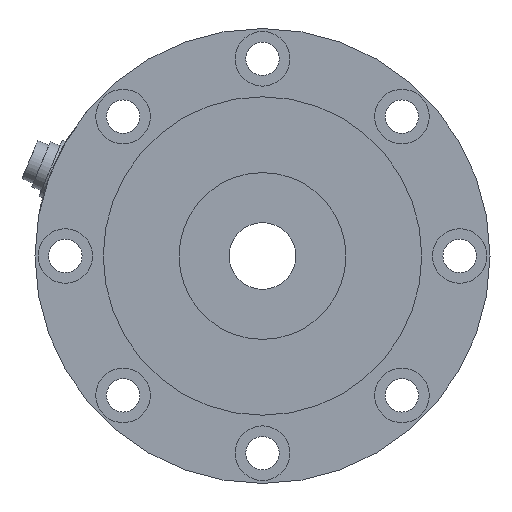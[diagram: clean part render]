
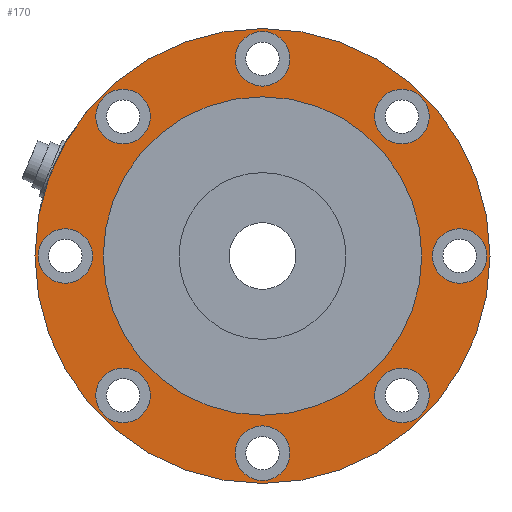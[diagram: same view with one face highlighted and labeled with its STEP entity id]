
A CAD part, front view. The second image highlights one B-rep face of the part: STEP entity #170.
In plain terms, the highlighted planar face has unit normal (0, -1, 0).
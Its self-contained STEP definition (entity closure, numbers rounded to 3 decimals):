
#170 = ADVANCED_FACE( '', ( #379, #380, #381, #382, #383, #384, #385, #386, #387, #388 ), #389, .T. );
#379 = FACE_OUTER_BOUND( '', #661, .T. );
#380 = FACE_BOUND( '', #662, .T. );
#381 = FACE_BOUND( '', #663, .T. );
#382 = FACE_BOUND( '', #664, .T. );
#383 = FACE_BOUND( '', #665, .T. );
#384 = FACE_BOUND( '', #666, .T. );
#385 = FACE_BOUND( '', #667, .T. );
#386 = FACE_BOUND( '', #668, .T. );
#387 = FACE_BOUND( '', #669, .T. );
#388 = FACE_BOUND( '', #670, .T. );
#389 = PLANE( '', #671 );
#661 = EDGE_LOOP( '', ( #971 ) );
#662 = EDGE_LOOP( '', ( #972 ) );
#663 = EDGE_LOOP( '', ( #973 ) );
#664 = EDGE_LOOP( '', ( #974 ) );
#665 = EDGE_LOOP( '', ( #975 ) );
#666 = EDGE_LOOP( '', ( #976 ) );
#667 = EDGE_LOOP( '', ( #977 ) );
#668 = EDGE_LOOP( '', ( #978 ) );
#669 = EDGE_LOOP( '', ( #979 ) );
#670 = EDGE_LOOP( '', ( #980 ) );
#671 = AXIS2_PLACEMENT_3D( '', #981, #982, #983 );
#971 = ORIENTED_EDGE( '', *, *, #1308, .T. );
#972 = ORIENTED_EDGE( '', *, *, #1272, .F. );
#973 = ORIENTED_EDGE( '', *, *, #1309, .F. );
#974 = ORIENTED_EDGE( '', *, *, #1310, .F. );
#975 = ORIENTED_EDGE( '', *, *, #1311, .F. );
#976 = ORIENTED_EDGE( '', *, *, #1277, .F. );
#977 = ORIENTED_EDGE( '', *, *, #1312, .F. );
#978 = ORIENTED_EDGE( '', *, *, #1313, .F. );
#979 = ORIENTED_EDGE( '', *, *, #1314, .F. );
#980 = ORIENTED_EDGE( '', *, *, #1315, .T. );
#981 = CARTESIAN_POINT( '', ( 0., 0., 0. ) );
#982 = DIRECTION( '', ( 0., -1., 0. ) );
#983 = DIRECTION( '', ( 0., 0., -1. ) );
#1272 = EDGE_CURVE( '', #1424, #1424, #1425, .T. );
#1277 = EDGE_CURVE( '', #1432, #1432, #1433, .T. );
#1308 = EDGE_CURVE( '', #1483, #1483, #1484, .T. );
#1309 = EDGE_CURVE( '', #1485, #1485, #1486, .T. );
#1310 = EDGE_CURVE( '', #1487, #1487, #1488, .T. );
#1311 = EDGE_CURVE( '', #1489, #1489, #1490, .T. );
#1312 = EDGE_CURVE( '', #1491, #1491, #1492, .T. );
#1313 = EDGE_CURVE( '', #1493, #1493, #1494, .T. );
#1314 = EDGE_CURVE( '', #1495, #1495, #1496, .T. );
#1315 = EDGE_CURVE( '', #1497, #1497, #1498, .T. );
#1424 = VERTEX_POINT( '', #1728 );
#1425 = CIRCLE( '', #1729, 9. );
#1432 = VERTEX_POINT( '', #1736 );
#1433 = CIRCLE( '', #1737, 9. );
#1483 = VERTEX_POINT( '', #1787 );
#1484 = CIRCLE( '', #1788, 75. );
#1485 = VERTEX_POINT( '', #1789 );
#1486 = CIRCLE( '', #1790, 9. );
#1487 = VERTEX_POINT( '', #1791 );
#1488 = CIRCLE( '', #1792, 9. );
#1489 = VERTEX_POINT( '', #1793 );
#1490 = CIRCLE( '', #1794, 9. );
#1491 = VERTEX_POINT( '', #1795 );
#1492 = CIRCLE( '', #1796, 9. );
#1493 = VERTEX_POINT( '', #1797 );
#1494 = CIRCLE( '', #1798, 9. );
#1495 = VERTEX_POINT( '', #1799 );
#1496 = CIRCLE( '', #1800, 9. );
#1497 = VERTEX_POINT( '', #1801 );
#1498 = CIRCLE( '', #1802, 52.5 );
#1728 = CARTESIAN_POINT( '', ( -54.962, 0., 45.962 ) );
#1729 = AXIS2_PLACEMENT_3D( '', #1943, #1944, #1945 );
#1736 = CARTESIAN_POINT( '', ( 54.962, 0., -45.962 ) );
#1737 = AXIS2_PLACEMENT_3D( '', #1952, #1953, #1954 );
#1787 = CARTESIAN_POINT( '', ( 75., 0., 0. ) );
#1788 = AXIS2_PLACEMENT_3D( '', #2012, #2013, #2014 );
#1789 = CARTESIAN_POINT( '', ( -9., 0., 65. ) );
#1790 = AXIS2_PLACEMENT_3D( '', #2015, #2016, #2017 );
#1791 = CARTESIAN_POINT( '', ( 54.962, 0., 45.962 ) );
#1792 = AXIS2_PLACEMENT_3D( '', #2018, #2019, #2020 );
#1793 = CARTESIAN_POINT( '', ( 74., 0., 0. ) );
#1794 = AXIS2_PLACEMENT_3D( '', #2021, #2022, #2023 );
#1795 = CARTESIAN_POINT( '', ( 9., 0., -65. ) );
#1796 = AXIS2_PLACEMENT_3D( '', #2024, #2025, #2026 );
#1797 = CARTESIAN_POINT( '', ( -54.962, 0., -45.962 ) );
#1798 = AXIS2_PLACEMENT_3D( '', #2027, #2028, #2029 );
#1799 = CARTESIAN_POINT( '', ( -74., 0., 0. ) );
#1800 = AXIS2_PLACEMENT_3D( '', #2030, #2031, #2032 );
#1801 = CARTESIAN_POINT( '', ( 0., 0., 52.5 ) );
#1802 = AXIS2_PLACEMENT_3D( '', #2033, #2034, #2035 );
#1943 = CARTESIAN_POINT( '', ( -45.962, 0., 45.962 ) );
#1944 = DIRECTION( '', ( 0., -1., 0. ) );
#1945 = DIRECTION( '', ( -1., 0., 0. ) );
#1952 = CARTESIAN_POINT( '', ( 45.962, 0., -45.962 ) );
#1953 = DIRECTION( '', ( 0., -1., 0. ) );
#1954 = DIRECTION( '', ( 1., 0., 0. ) );
#2012 = CARTESIAN_POINT( '', ( 0., 0., 0. ) );
#2013 = DIRECTION( '', ( 0., -1., 0. ) );
#2014 = DIRECTION( '', ( 1., 0., 0. ) );
#2015 = CARTESIAN_POINT( '', ( 0., 0., 65. ) );
#2016 = DIRECTION( '', ( 0., -1., 0. ) );
#2017 = DIRECTION( '', ( -1., 0., 0. ) );
#2018 = CARTESIAN_POINT( '', ( 45.962, 0., 45.962 ) );
#2019 = DIRECTION( '', ( 0., -1., 0. ) );
#2020 = DIRECTION( '', ( 1., 0., 0. ) );
#2021 = CARTESIAN_POINT( '', ( 65., 0., 0. ) );
#2022 = DIRECTION( '', ( 0., -1., 0. ) );
#2023 = DIRECTION( '', ( 1., 0., 0. ) );
#2024 = CARTESIAN_POINT( '', ( 0., 0., -65. ) );
#2025 = DIRECTION( '', ( 0., -1., 0. ) );
#2026 = DIRECTION( '', ( 1., 0., 0. ) );
#2027 = CARTESIAN_POINT( '', ( -45.962, 0., -45.962 ) );
#2028 = DIRECTION( '', ( 0., -1., 0. ) );
#2029 = DIRECTION( '', ( -1., 0., 0. ) );
#2030 = CARTESIAN_POINT( '', ( -65., 0., 0. ) );
#2031 = DIRECTION( '', ( 0., -1., 0. ) );
#2032 = DIRECTION( '', ( -1., 0., 0. ) );
#2033 = CARTESIAN_POINT( '', ( 0., 0., 0. ) );
#2034 = DIRECTION( '', ( 0., 1., 0. ) );
#2035 = DIRECTION( '', ( 0., 0., 1. ) );
